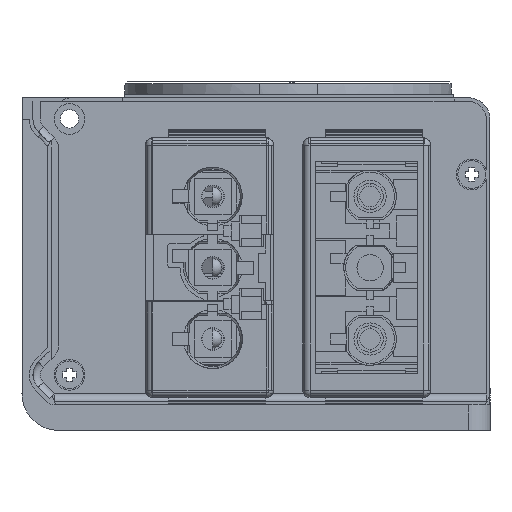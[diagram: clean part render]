
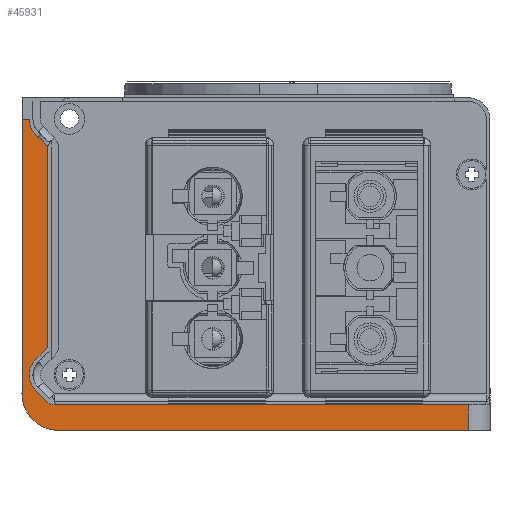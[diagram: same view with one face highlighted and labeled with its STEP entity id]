
A CAD part, front view. The second image highlights one B-rep face of the part: STEP entity #45931.
In plain terms, the highlighted planar face has unit normal (0, -1, 0).
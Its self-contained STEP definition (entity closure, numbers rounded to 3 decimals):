
#2764=PLANE('',#49047);
#4799=FACE_OUTER_BOUND('',#7059,.T.);
#7059=EDGE_LOOP('',(#42827,#42828,#42829,#42830,#42831,#42832,#42833,#42834,
#42835,#42836,#42837,#42838,#42839,#42840,#42841));
#8138=CIRCLE('',#49048,1.5);
#8139=CIRCLE('',#49049,3.);
#8140=CIRCLE('',#49050,0.5);
#8141=CIRCLE('',#49051,0.5);
#8142=CIRCLE('',#49052,3.);
#8143=CIRCLE('',#49053,5.);
#13397=LINE('',#80323,#18974);
#13398=LINE('',#80327,#18975);
#13399=LINE('',#80331,#18976);
#13400=LINE('',#80335,#18977);
#13401=LINE('',#80339,#18978);
#13402=LINE('',#80343,#18979);
#13403=LINE('',#80345,#18980);
#13404=LINE('',#80349,#18981);
#13405=LINE('',#80350,#18982);
#18974=VECTOR('',#60203,56.575);
#18975=VECTOR('',#60206,2.166);
#18976=VECTOR('',#60209,2.086);
#18977=VECTOR('',#60212,27.101);
#18978=VECTOR('',#60215,2.086);
#18979=VECTOR('',#60218,1.002);
#18980=VECTOR('',#60219,37.5);
#18981=VECTOR('',#60222,56.);
#18982=VECTOR('',#60223,3.5);
#23921=VERTEX_POINT('',#80321);
#23922=VERTEX_POINT('',#80322);
#23923=VERTEX_POINT('',#80324);
#23924=VERTEX_POINT('',#80326);
#23925=VERTEX_POINT('',#80328);
#23926=VERTEX_POINT('',#80330);
#23927=VERTEX_POINT('',#80332);
#23928=VERTEX_POINT('',#80334);
#23929=VERTEX_POINT('',#80336);
#23930=VERTEX_POINT('',#80338);
#23931=VERTEX_POINT('',#80340);
#23932=VERTEX_POINT('',#80342);
#23933=VERTEX_POINT('',#80344);
#23934=VERTEX_POINT('',#80346);
#23935=VERTEX_POINT('',#80348);
#30865=EDGE_CURVE('',#23921,#23922,#13397,.T.);
#30866=EDGE_CURVE('',#23923,#23921,#8138,.T.);
#30867=EDGE_CURVE('',#23924,#23923,#13398,.T.);
#30868=EDGE_CURVE('',#23925,#23924,#8139,.T.);
#30869=EDGE_CURVE('',#23926,#23925,#13399,.T.);
#30870=EDGE_CURVE('',#23927,#23926,#8140,.T.);
#30871=EDGE_CURVE('',#23928,#23927,#13400,.T.);
#30872=EDGE_CURVE('',#23929,#23928,#8141,.T.);
#30873=EDGE_CURVE('',#23930,#23929,#13401,.T.);
#30874=EDGE_CURVE('',#23931,#23930,#8142,.T.);
#30875=EDGE_CURVE('',#23932,#23931,#13402,.T.);
#30876=EDGE_CURVE('',#23933,#23932,#13403,.T.);
#30877=EDGE_CURVE('',#23934,#23933,#8143,.T.);
#30878=EDGE_CURVE('',#23934,#23935,#13404,.T.);
#30879=EDGE_CURVE('',#23922,#23935,#13405,.T.);
#42827=ORIENTED_EDGE('',*,*,#30865,.F.);
#42828=ORIENTED_EDGE('',*,*,#30866,.F.);
#42829=ORIENTED_EDGE('',*,*,#30867,.F.);
#42830=ORIENTED_EDGE('',*,*,#30868,.F.);
#42831=ORIENTED_EDGE('',*,*,#30869,.F.);
#42832=ORIENTED_EDGE('',*,*,#30870,.F.);
#42833=ORIENTED_EDGE('',*,*,#30871,.F.);
#42834=ORIENTED_EDGE('',*,*,#30872,.F.);
#42835=ORIENTED_EDGE('',*,*,#30873,.F.);
#42836=ORIENTED_EDGE('',*,*,#30874,.F.);
#42837=ORIENTED_EDGE('',*,*,#30875,.F.);
#42838=ORIENTED_EDGE('',*,*,#30876,.F.);
#42839=ORIENTED_EDGE('',*,*,#30877,.F.);
#42840=ORIENTED_EDGE('',*,*,#30878,.T.);
#42841=ORIENTED_EDGE('',*,*,#30879,.F.);
#45931=ADVANCED_FACE('',(#4799),#2764,.T.);
#49047=AXIS2_PLACEMENT_3D('',#80320,#60201,#60202);
#49048=AXIS2_PLACEMENT_3D('',#80325,#60204,#60205);
#49049=AXIS2_PLACEMENT_3D('',#80329,#60207,#60208);
#49050=AXIS2_PLACEMENT_3D('',#80333,#60210,#60211);
#49051=AXIS2_PLACEMENT_3D('',#80337,#60213,#60214);
#49052=AXIS2_PLACEMENT_3D('',#80341,#60216,#60217);
#49053=AXIS2_PLACEMENT_3D('',#80347,#60220,#60221);
#60201=DIRECTION('center_axis',(0.,-1.,0.));
#60202=DIRECTION('ref_axis',(0.,0.,1.));
#60203=DIRECTION('',(1.,0.,0.));
#60204=DIRECTION('center_axis',(0.,-1.,0.));
#60205=DIRECTION('ref_axis',(-0.391,0.,-0.92));
#60206=DIRECTION('',(0.694,0.,-0.72));
#60207=DIRECTION('center_axis',(0.,-1.,0.));
#60208=DIRECTION('ref_axis',(-1.,0.,0.009));
#60209=DIRECTION('',(-0.707,0.,-0.707));
#60210=DIRECTION('center_axis',(0.,1.,0.));
#60211=DIRECTION('ref_axis',(0.924,0.,-0.383));
#60212=DIRECTION('',(0.,0.,-1.));
#60213=DIRECTION('center_axis',(0.,1.,0.));
#60214=DIRECTION('ref_axis',(0.924,0.,0.383));
#60215=DIRECTION('',(0.707,0.,-0.707));
#60216=DIRECTION('center_axis',(0.,-1.,0.));
#60217=DIRECTION('ref_axis',(-0.916,0.,-0.401));
#60218=DIRECTION('',(1.,0.,0.));
#60219=DIRECTION('',(0.,0.,1.));
#60220=DIRECTION('center_axis',(0.,1.,0.));
#60221=DIRECTION('ref_axis',(-0.707,0.,-0.707));
#60222=DIRECTION('',(1.,0.,0.));
#60223=DIRECTION('',(0.,0.,-1.));
#80320=CARTESIAN_POINT('Origin',(-2.,-77.,-1.8));
#80321=CARTESIAN_POINT('',(-29.575,-77.,-0.3));
#80322=CARTESIAN_POINT('',(27.,-77.,-0.3));
#80323=CARTESIAN_POINT('',(14.,-77.,-0.3));
#80324=CARTESIAN_POINT('',(-30.655,-77.,0.158));
#80325=CARTESIAN_POINT('Origin',(-29.575,-77.,1.2));
#80326=CARTESIAN_POINT('',(-32.159,-77.,1.717));
#80327=CARTESIAN_POINT('',(-24.008,-77.,-6.729));
#80328=CARTESIAN_POINT('',(-32.121,-77.,5.921));
#80329=CARTESIAN_POINT('Origin',(-30.,-77.,3.8));
#80330=CARTESIAN_POINT('',(-30.646,-77.,7.396));
#80331=CARTESIAN_POINT('',(-25.637,-77.,12.405));
#80332=CARTESIAN_POINT('',(-30.5,-77.,7.75));
#80333=CARTESIAN_POINT('Origin',(-31.,-77.,7.75));
#80334=CARTESIAN_POINT('',(-30.5,-77.,34.85));
#80335=CARTESIAN_POINT('',(-30.5,-77.,-2.8));
#80336=CARTESIAN_POINT('',(-30.646,-77.,35.204));
#80337=CARTESIAN_POINT('Origin',(-31.,-77.,34.85));
#80338=CARTESIAN_POINT('',(-32.121,-77.,36.679));
#80339=CARTESIAN_POINT('',(-14.971,-77.,19.529));
#80340=CARTESIAN_POINT('',(-32.998,-77.,38.7));
#80341=CARTESIAN_POINT('Origin',(-30.,-77.,38.8));
#80342=CARTESIAN_POINT('',(-34.,-77.,38.7));
#80343=CARTESIAN_POINT('',(14.,-77.,38.7));
#80344=CARTESIAN_POINT('',(-34.,-77.,1.2));
#80345=CARTESIAN_POINT('',(-34.,-77.,30.325));
#80346=CARTESIAN_POINT('',(-29.,-77.,-3.8));
#80347=CARTESIAN_POINT('Origin',(-29.,-77.,1.2));
#80348=CARTESIAN_POINT('',(27.,-77.,-3.8));
#80349=CARTESIAN_POINT('',(30.,-77.,-3.8));
#80350=CARTESIAN_POINT('',(27.,-77.,-2.8));
